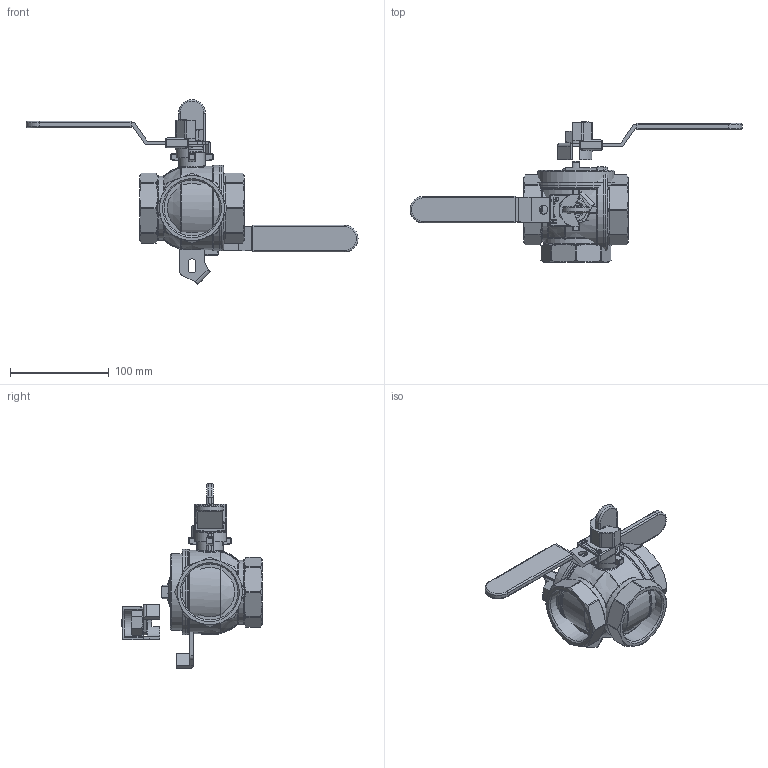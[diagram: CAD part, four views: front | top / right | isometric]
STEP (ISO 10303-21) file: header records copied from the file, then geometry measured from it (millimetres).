
FILE_DESCRIPTION( ( 'Unknown' ), '1' );
FILE_NAME( '9350-2-STEP-KUNDE.stp', 'Unknown', ( 'Unknown' ), ( 'Unknown' ), 'PSStep 13.0', 'Unknown', ' ' );
FILE_SCHEMA( ( 'AUTOMOTIVE_DESIGN { 1 0 10303 214 1 1 1 1 }' ) );
Length unit declared in the file: millimetre
Products named in the file (10): 9380_2-oa1; Edelstahlgriff_DN50; Assem1; Spindel__2; Schlo_; Griff; Körper__2; Einschraubteil__2; Stopfbuchse__2; 600-2-Mutter
Bounding box: 336.73 x 142.25 x 187.14 mm (x, y, z)
Volume: 528357.9 mm3; surface area: 277847.7 mm2
Topology: 20 solids, 20 shells, 1522 faces, 3911 edges, 2465 vertices
Faces by surface type: plane 820, cylinder 356, cone 202, bspline 54, torus 51, sphere 39
Full cylindrical faces by diameter (mm): 9 x3, 13 x2, 14 x6, 14.5 x3, 18 x3, 19 x3, 20 x3, 20.376 x6, 22 x3, 27 x3, 50 x6, 56.656 x12, 60 x6, 65 x3, 75.835 x3, 78 x6, 80.5 x3, 82.2 x3, 85 x3, 87 x6
Entity records: 22901 total; most frequent: CARTESIAN_POINT 6699, ORIENTED_EDGE 2478, DIRECTION 2407, EDGE_CURVE 1239, AXIS2_PLACEMENT_3D 838, VERTEX_POINT 809, LINE 731, VECTOR 731
